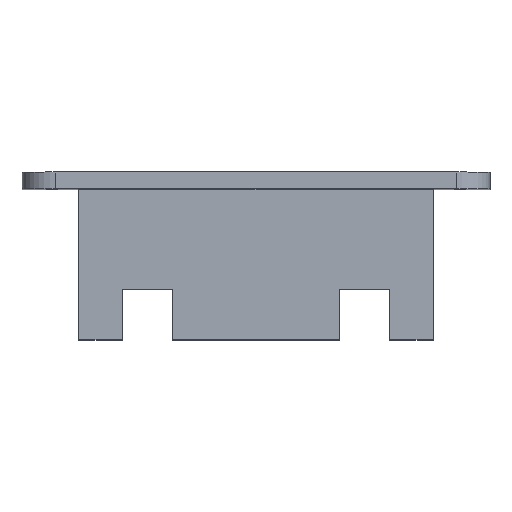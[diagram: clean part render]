
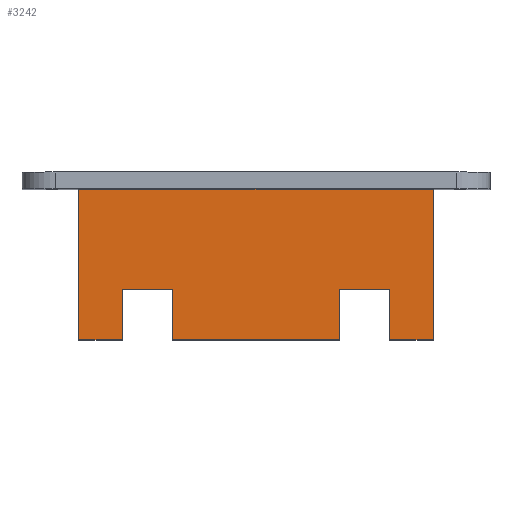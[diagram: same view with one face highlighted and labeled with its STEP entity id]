
A CAD part, top view. The second image highlights one B-rep face of the part: STEP entity #3242.
In plain terms, the highlighted planar face has unit normal (0, 0, 1).
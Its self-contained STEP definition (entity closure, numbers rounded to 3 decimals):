
#77=DIRECTION('',(1.,0.,0.));
#78=VECTOR('',#77,106.);
#79=CARTESIAN_POINT('',(-53.,0.,38.));
#80=LINE('',#79,#78);
#1073=DIRECTION('',(0.,1.,0.));
#1074=VECTOR('',#1073,15.);
#1075=CARTESIAN_POINT('',(-40.,-45.,38.));
#1076=LINE('',#1075,#1074);
#1077=DIRECTION('',(0.,1.,0.));
#1078=VECTOR('',#1077,45.);
#1079=CARTESIAN_POINT('',(-53.,-45.,38.));
#1080=LINE('',#1079,#1078);
#1081=DIRECTION('',(0.,1.,0.));
#1082=VECTOR('',#1081,15.);
#1083=CARTESIAN_POINT('',(40.,-45.,38.));
#1084=LINE('',#1083,#1082);
#1085=DIRECTION('',(-1.,0.,0.));
#1086=VECTOR('',#1085,15.);
#1087=CARTESIAN_POINT('',(40.,-30.,38.));
#1088=LINE('',#1087,#1086);
#1089=DIRECTION('',(0.,1.,0.));
#1090=VECTOR('',#1089,15.);
#1091=CARTESIAN_POINT('',(25.,-45.,38.));
#1092=LINE('',#1091,#1090);
#1093=DIRECTION('',(0.,1.,0.));
#1094=VECTOR('',#1093,15.);
#1095=CARTESIAN_POINT('',(-25.,-45.,38.));
#1096=LINE('',#1095,#1094);
#1097=DIRECTION('',(1.,0.,0.));
#1098=VECTOR('',#1097,15.);
#1099=CARTESIAN_POINT('',(-40.,-30.,38.));
#1100=LINE('',#1099,#1098);
#1121=DIRECTION('',(-1.,0.,0.));
#1122=VECTOR('',#1121,50.);
#1123=CARTESIAN_POINT('',(25.,-45.,38.));
#1124=LINE('',#1123,#1122);
#1153=DIRECTION('',(-1.,0.,0.));
#1154=VECTOR('',#1153,13.);
#1155=CARTESIAN_POINT('',(-40.,-45.,38.));
#1156=LINE('',#1155,#1154);
#1177=DIRECTION('',(-1.,0.,0.));
#1178=VECTOR('',#1177,13.);
#1179=CARTESIAN_POINT('',(53.,-45.,38.));
#1180=LINE('',#1179,#1178);
#1325=DIRECTION('',(0.,1.,0.));
#1326=VECTOR('',#1325,45.);
#1327=CARTESIAN_POINT('',(53.,-45.,38.));
#1328=LINE('',#1327,#1326);
#1457=CARTESIAN_POINT('',(-53.,-45.,38.));
#1459=VERTEX_POINT('',#1457);
#1462=CARTESIAN_POINT('',(53.,-45.,38.));
#1464=VERTEX_POINT('',#1462);
#1469=CARTESIAN_POINT('',(-53.,0.,38.));
#1470=VERTEX_POINT('',#1469);
#1471=CARTESIAN_POINT('',(53.,0.,38.));
#1472=VERTEX_POINT('',#1471);
#1510=CARTESIAN_POINT('',(40.,-45.,38.));
#1512=VERTEX_POINT('',#1510);
#1518=CARTESIAN_POINT('',(25.,-45.,38.));
#1520=VERTEX_POINT('',#1518);
#1533=CARTESIAN_POINT('',(40.,-30.,38.));
#1534=VERTEX_POINT('',#1533);
#1535=CARTESIAN_POINT('',(25.,-30.,38.));
#1536=VERTEX_POINT('',#1535);
#1633=CARTESIAN_POINT('',(-40.,-30.,38.));
#1635=VERTEX_POINT('',#1633);
#1641=CARTESIAN_POINT('',(-25.,-30.,38.));
#1643=VERTEX_POINT('',#1641);
#1654=CARTESIAN_POINT('',(-40.,-45.,38.));
#1656=VERTEX_POINT('',#1654);
#1662=CARTESIAN_POINT('',(-25.,-45.,38.));
#1664=VERTEX_POINT('',#1662);
#3214=CARTESIAN_POINT('',(-53.,0.,38.));
#3215=DIRECTION('',(0.,0.,1.));
#3216=DIRECTION('',(1.,0.,0.));
#3217=AXIS2_PLACEMENT_3D('',#3214,#3215,#3216);
#3218=PLANE('',#3217);
#3219=ORIENTED_EDGE('',*,*,#3165,.F.);
#3221=ORIENTED_EDGE('',*,*,#3220,.T.);
#3223=ORIENTED_EDGE('',*,*,#3222,.T.);
#3224=ORIENTED_EDGE('',*,*,#1756,.T.);
#3226=ORIENTED_EDGE('',*,*,#3225,.F.);
#3228=ORIENTED_EDGE('',*,*,#3227,.T.);
#3230=ORIENTED_EDGE('',*,*,#3229,.T.);
#3232=ORIENTED_EDGE('',*,*,#3231,.T.);
#3234=ORIENTED_EDGE('',*,*,#3233,.F.);
#3236=ORIENTED_EDGE('',*,*,#3235,.T.);
#3238=ORIENTED_EDGE('',*,*,#3237,.T.);
#3239=ORIENTED_EDGE('',*,*,#3191,.F.);
#3240=EDGE_LOOP('',(#3219,#3221,#3223,#3224,#3226,#3228,#3230,#3232,#3234,#3236,
#3238,#3239));
#3241=FACE_OUTER_BOUND('',#3240,.F.);
#3242=ADVANCED_FACE('',(#3241),#3218,.T.);
#1756=EDGE_CURVE('',#1470,#1472,#80,.T.);
#3165=EDGE_CURVE('',#1656,#1635,#1076,.T.);
#3191=EDGE_CURVE('',#1635,#1643,#1100,.T.);
#3220=EDGE_CURVE('',#1656,#1459,#1156,.T.);
#3222=EDGE_CURVE('',#1459,#1470,#1080,.T.);
#3225=EDGE_CURVE('',#1464,#1472,#1328,.T.);
#3227=EDGE_CURVE('',#1464,#1512,#1180,.T.);
#3229=EDGE_CURVE('',#1512,#1534,#1084,.T.);
#3231=EDGE_CURVE('',#1534,#1536,#1088,.T.);
#3233=EDGE_CURVE('',#1520,#1536,#1092,.T.);
#3235=EDGE_CURVE('',#1520,#1664,#1124,.T.);
#3237=EDGE_CURVE('',#1664,#1643,#1096,.T.);
